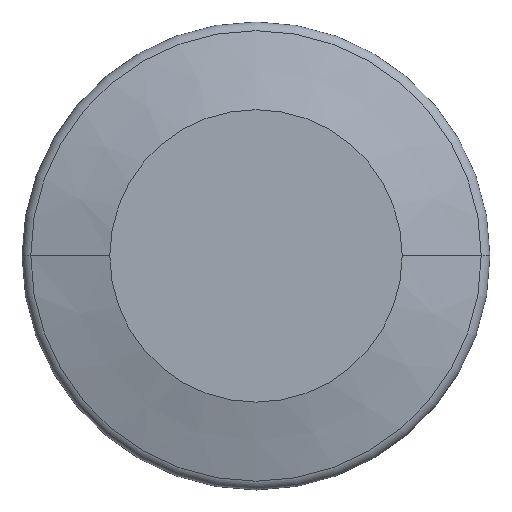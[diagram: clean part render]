
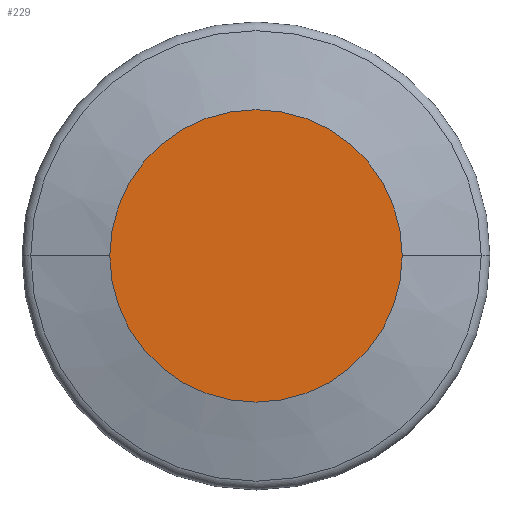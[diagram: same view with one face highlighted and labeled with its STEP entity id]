
A CAD part, top view. The second image highlights one B-rep face of the part: STEP entity #229.
In plain terms, the highlighted planar face has unit normal (0, 0, 1).
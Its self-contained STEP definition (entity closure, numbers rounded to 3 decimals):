
#3 = CARTESIAN_POINT ( 'NONE',  ( -12.436, 0., 5. ) ) ;
#5 = ORIENTED_EDGE ( 'NONE', *, *, #79, .F. ) ;
#9 = AXIS2_PLACEMENT_3D ( 'NONE', #12, #139, #34 ) ;
#12 = CARTESIAN_POINT ( 'NONE',  ( 0., 0., 5. ) ) ;
#20 = PLANE ( 'NONE',  #30 ) ;
#30 = AXIS2_PLACEMENT_3D ( 'NONE', #110, #56, #147 ) ;
#34 = DIRECTION ( 'NONE',  ( -1., 0., 0. ) ) ;
#37 = CARTESIAN_POINT ( 'NONE',  ( 0., 0., 5. ) ) ;
#39 = CARTESIAN_POINT ( 'NONE',  ( 12.436, 0., 5. ) ) ;
#46 = VERTEX_POINT ( 'NONE', #3 ) ;
#55 = DIRECTION ( 'NONE',  ( -1., 0., 0. ) ) ;
#56 = DIRECTION ( 'NONE',  ( 0., 0., 1. ) ) ;
#68 = ORIENTED_EDGE ( 'NONE', *, *, #136, .F. ) ;
#79 = EDGE_CURVE ( 'NONE', #171, #46, #174, .T. ) ;
#82 = EDGE_LOOP ( 'NONE', ( #68, #5 ) ) ;
#85 = AXIS2_PLACEMENT_3D ( 'NONE', #37, #163, #55 ) ;
#110 = CARTESIAN_POINT ( 'NONE',  ( 0., 12.436, 5. ) ) ;
#136 = EDGE_CURVE ( 'NONE', #46, #171, #159, .T. ) ;
#139 = DIRECTION ( 'NONE',  ( 0., 0., -1. ) ) ;
#147 = DIRECTION ( 'NONE',  ( 1., 0., 0. ) ) ;
#159 = CIRCLE ( 'NONE', #85, 12.436 ) ;
#163 = DIRECTION ( 'NONE',  ( 0., 0., -1. ) ) ;
#171 = VERTEX_POINT ( 'NONE', #39 ) ;
#174 = CIRCLE ( 'NONE', #9, 12.436 ) ;
#209 = FACE_OUTER_BOUND ( 'NONE', #82, .T. ) ;
#229 = ADVANCED_FACE ( 'NONE', ( #209 ), #20, .T. ) ;
